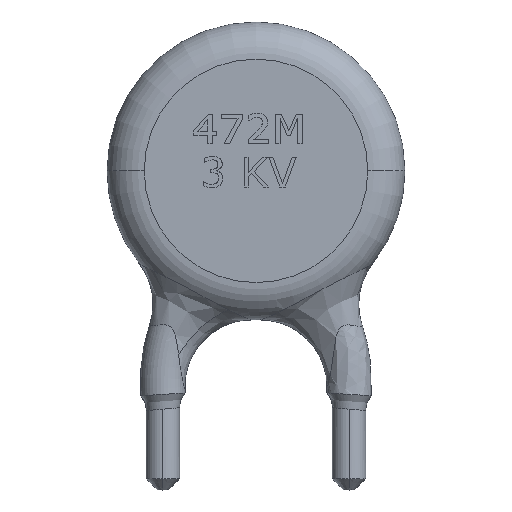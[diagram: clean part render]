
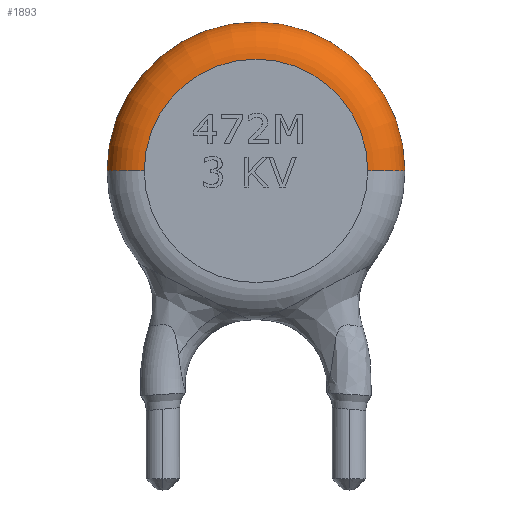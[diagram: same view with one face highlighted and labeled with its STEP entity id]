
A CAD part, top view. The second image highlights one B-rep face of the part: STEP entity #1893.
In plain terms, the highlighted toroidal (fillet/blend) face has major radius 3 mm and minor radius 1 mm.
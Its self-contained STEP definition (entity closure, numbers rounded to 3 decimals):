
#1729 = EDGE_CURVE ( 'NONE', #8277, #8290, #2500, .T. ) ;
#1730 = EDGE_CURVE ( 'NONE', #8277, #8283, #2501, .T. ) ;
#1731 = EDGE_CURVE ( 'NONE', #8287, #8290, #2502, .T. ) ;
#1732 = EDGE_CURVE ( 'NONE', #8283, #8287, #2503, .T. ) ;
#1893 = ADVANCED_FACE ( 'NONE', ( #4988 ), #2547, .T. ) ;
#2500 = CIRCLE ( 'NONE', #6667, 1. ) ;
#2501 = CIRCLE ( 'NONE', #6670, 4. ) ;
#2502 = CIRCLE ( 'NONE', #6669, 3. ) ;
#2503 = CIRCLE ( 'NONE', #6671, 1. ) ;
#2547 = TOROIDAL_SURFACE ( 'NONE', #4990, 3., 1. ) ;
#2748 = CARTESIAN_POINT ( 'NONE',  ( -4., 0., 0.25 ) ) ;
#2754 = CARTESIAN_POINT ( 'NONE',  ( 4., 0., 0.25 ) ) ;
#2758 = CARTESIAN_POINT ( 'NONE',  ( 3., 0., 1.25 ) ) ;
#2761 = CARTESIAN_POINT ( 'NONE',  ( -3., 0., 1.25 ) ) ;
#3380 = CARTESIAN_POINT ( 'NONE',  ( -3., 0., 0.25 ) ) ;
#3381 = DIRECTION ( 'NONE',  ( 0., 1., 0. ) ) ;
#3382 = DIRECTION ( 'NONE',  ( -1., 0., 0. ) ) ;
#3383 = CARTESIAN_POINT ( 'NONE',  ( 0., 0., 0.25 ) ) ;
#3384 = DIRECTION ( 'NONE',  ( 0., 0., -1. ) ) ;
#3385 = DIRECTION ( 'NONE',  ( 1., 0., 0. ) ) ;
#3386 = CARTESIAN_POINT ( 'NONE',  ( 0., 0., 1.25 ) ) ;
#3387 = DIRECTION ( 'NONE',  ( 0., 0., 1. ) ) ;
#3388 = DIRECTION ( 'NONE',  ( 1., 0., 0. ) ) ;
#3389 = CARTESIAN_POINT ( 'NONE',  ( 3., 0., 0.25 ) ) ;
#3390 = DIRECTION ( 'NONE',  ( 0., -1., 0. ) ) ;
#3391 = DIRECTION ( 'NONE',  ( 0., 0., -1. ) ) ;
#4963 = CARTESIAN_POINT ( 'NONE',  ( 0., 0., 0.25 ) ) ;
#4964 = DIRECTION ( 'NONE',  ( 0., 0., 1. ) ) ;
#4965 = DIRECTION ( 'NONE',  ( 1., 0., 0. ) ) ;
#4988 = FACE_OUTER_BOUND ( 'NONE', #6480, .T. ) ;
#4990 = AXIS2_PLACEMENT_3D ( 'NONE', #4963, #4964, #4965 ) ;
#6229 = ORIENTED_EDGE ( 'NONE', *, *, #1730, .F. ) ;
#6230 = ORIENTED_EDGE ( 'NONE', *, *, #1731, .F. ) ;
#6231 = ORIENTED_EDGE ( 'NONE', *, *, #1729, .T. ) ;
#6232 = ORIENTED_EDGE ( 'NONE', *, *, #1732, .F. ) ;
#6480 = EDGE_LOOP ( 'NONE', ( #6229, #6231, #6230, #6232 ) ) ;
#6667 = AXIS2_PLACEMENT_3D ( 'NONE', #3380, #3381, #3382 ) ;
#6669 = AXIS2_PLACEMENT_3D ( 'NONE', #3386, #3387, #3388 ) ;
#6670 = AXIS2_PLACEMENT_3D ( 'NONE', #3383, #3384, #3385 ) ;
#6671 = AXIS2_PLACEMENT_3D ( 'NONE', #3389, #3390, #3391 ) ;
#8277 = VERTEX_POINT ( 'NONE', #2748 ) ;
#8283 = VERTEX_POINT ( 'NONE', #2754 ) ;
#8287 = VERTEX_POINT ( 'NONE', #2758 ) ;
#8290 = VERTEX_POINT ( 'NONE', #2761 ) ;
